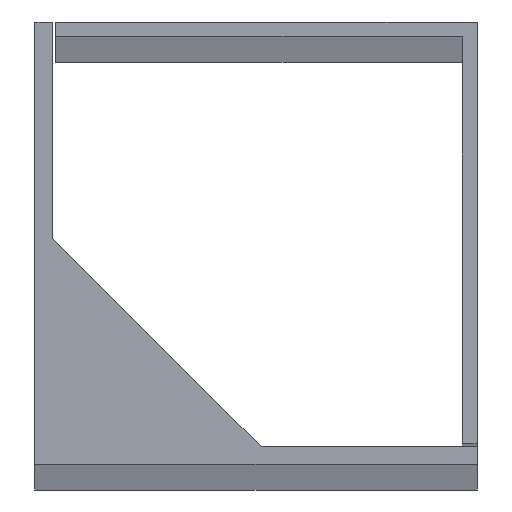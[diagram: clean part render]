
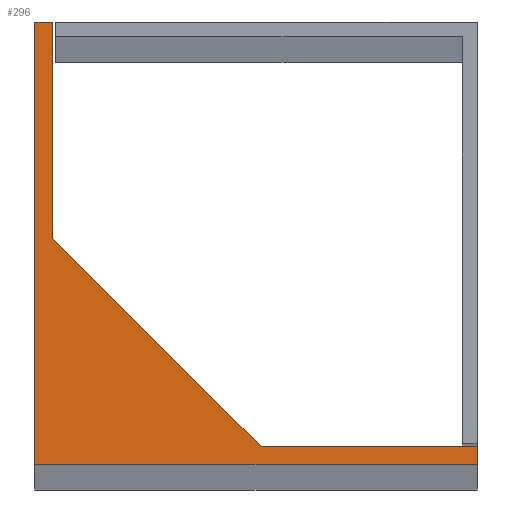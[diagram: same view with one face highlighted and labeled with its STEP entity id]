
A CAD part, top view. The second image highlights one B-rep face of the part: STEP entity #296.
In plain terms, the highlighted planar face has unit normal (0, 0, 1).
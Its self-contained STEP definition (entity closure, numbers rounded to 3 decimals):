
#24=FACE_OUTER_BOUND('',#41,.T.);
#41=EDGE_LOOP('',(#222,#223,#224,#225,#226,#227,#228));
#53=LINE('',#421,#92);
#56=LINE('',#427,#95);
#59=LINE('',#433,#98);
#62=LINE('',#439,#101);
#65=LINE('',#445,#104);
#68=LINE('',#451,#107);
#71=LINE('',#455,#110);
#92=VECTOR('',#344,10.);
#95=VECTOR('',#349,10.);
#98=VECTOR('',#354,10.);
#101=VECTOR('',#359,10.);
#104=VECTOR('',#364,10.);
#107=VECTOR('',#369,10.);
#110=VECTOR('',#374,10.);
#131=VERTEX_POINT('',#418);
#132=VERTEX_POINT('',#420);
#134=VERTEX_POINT('',#426);
#136=VERTEX_POINT('',#432);
#138=VERTEX_POINT('',#438);
#140=VERTEX_POINT('',#444);
#142=VERTEX_POINT('',#450);
#157=EDGE_CURVE('',#132,#131,#53,.T.);
#160=EDGE_CURVE('',#134,#132,#56,.T.);
#163=EDGE_CURVE('',#136,#134,#59,.T.);
#166=EDGE_CURVE('',#138,#136,#62,.T.);
#169=EDGE_CURVE('',#140,#138,#65,.T.);
#172=EDGE_CURVE('',#142,#140,#68,.T.);
#175=EDGE_CURVE('',#131,#142,#71,.T.);
#222=ORIENTED_EDGE('',*,*,#175,.T.);
#223=ORIENTED_EDGE('',*,*,#172,.T.);
#224=ORIENTED_EDGE('',*,*,#169,.T.);
#225=ORIENTED_EDGE('',*,*,#166,.T.);
#226=ORIENTED_EDGE('',*,*,#163,.T.);
#227=ORIENTED_EDGE('',*,*,#160,.T.);
#228=ORIENTED_EDGE('',*,*,#157,.T.);
#279=PLANE('',#328);
#296=ADVANCED_FACE('',(#24),#279,.T.);
#328=AXIS2_PLACEMENT_3D('',#456,#375,#376);
#344=DIRECTION('',(1.,0.,0.));
#349=DIRECTION('',(0.,-1.,0.));
#354=DIRECTION('',(-1.,0.,0.));
#359=DIRECTION('',(0.,1.,0.));
#364=DIRECTION('',(-0.707,0.707,0.));
#369=DIRECTION('',(-1.,0.,0.));
#374=DIRECTION('',(0.,1.,0.));
#375=DIRECTION('center_axis',(0.,0.,1.));
#376=DIRECTION('ref_axis',(1.,0.,0.));
#418=CARTESIAN_POINT('',(30.,0.,1000.));
#420=CARTESIAN_POINT('',(0.,0.,1000.));
#421=CARTESIAN_POINT('',(0.,0.,1000.));
#426=CARTESIAN_POINT('',(0.,30.,1000.));
#427=CARTESIAN_POINT('',(0.,30.,1000.));
#432=CARTESIAN_POINT('',(1.2,30.,1000.));
#433=CARTESIAN_POINT('',(1.2,30.,1000.));
#438=CARTESIAN_POINT('',(1.2,15.342,1000.));
#439=CARTESIAN_POINT('',(1.2,15.342,1000.));
#444=CARTESIAN_POINT('',(15.342,1.2,1000.));
#445=CARTESIAN_POINT('',(15.342,1.2,1000.));
#450=CARTESIAN_POINT('',(30.,1.2,1000.));
#451=CARTESIAN_POINT('',(30.,1.2,1000.));
#455=CARTESIAN_POINT('',(30.,0.,1000.));
#456=CARTESIAN_POINT('Origin',(15.,15.,1000.));
